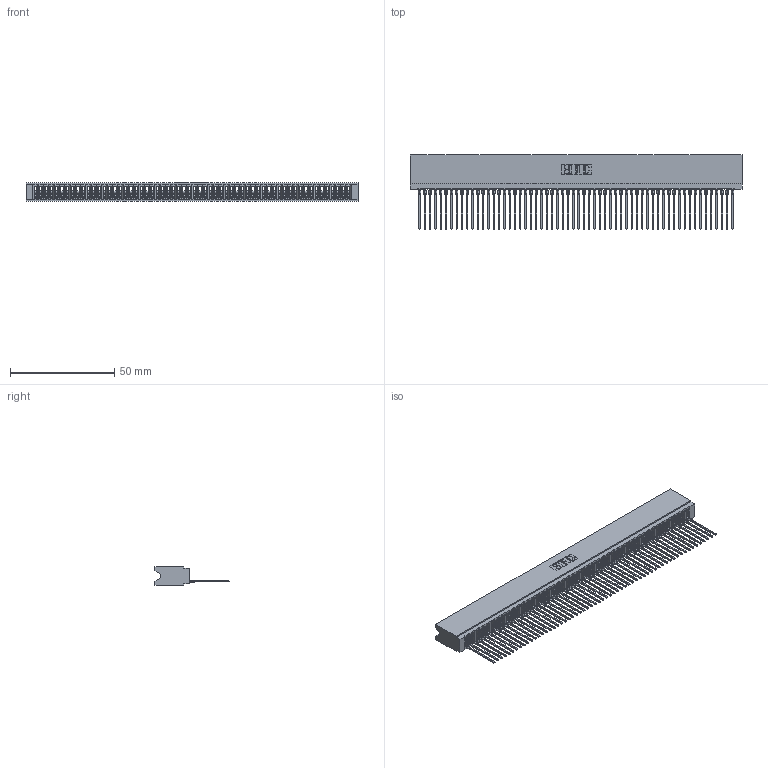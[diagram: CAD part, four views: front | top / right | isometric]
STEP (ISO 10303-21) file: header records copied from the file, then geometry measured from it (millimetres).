
FILE_DESCRIPTION (( 'STEP AP203' ), '1' );
FILE_NAME ('745-060-541-106.STEP', '2020-09-12T10:05:06', ( '' ), ( '' ), 'SwSTEP 2.0', 'SolidWorks 2020', '' );
FILE_SCHEMA (( 'CONFIG_CONTROL_DESIGN' ));
Length unit declared in the file: inch
Products named in the file (3): 745 Part_Insulator Option - 06; 745-292-001_541; 745-060-541-106
Assembly tree (61 placements, depth 2):
  745-060-541-106
    745 Part_Insulator Option - 06
    745-292-001_541  x60
Bounding box: 159 x 35.45 x 8.89 mm (x, y, z)
Volume: 13894.3 mm3; surface area: 27444.6 mm2
Topology: 61 solids, 61 shells, 6816 faces, 18740 edges, 11812 vertices
Faces by surface type: plane 4076, bspline 1200, cylinder 1180, torus 360
Entity records: 96660 total; most frequent: CARTESIAN_POINT 17534, ORIENTED_EDGE 17066, DIRECTION 14773, EDGE_CURVE 8533, VECTOR 7991, LINE 7991, VERTEX_POINT 5440, AXIS2_PLACEMENT_3D 3391
